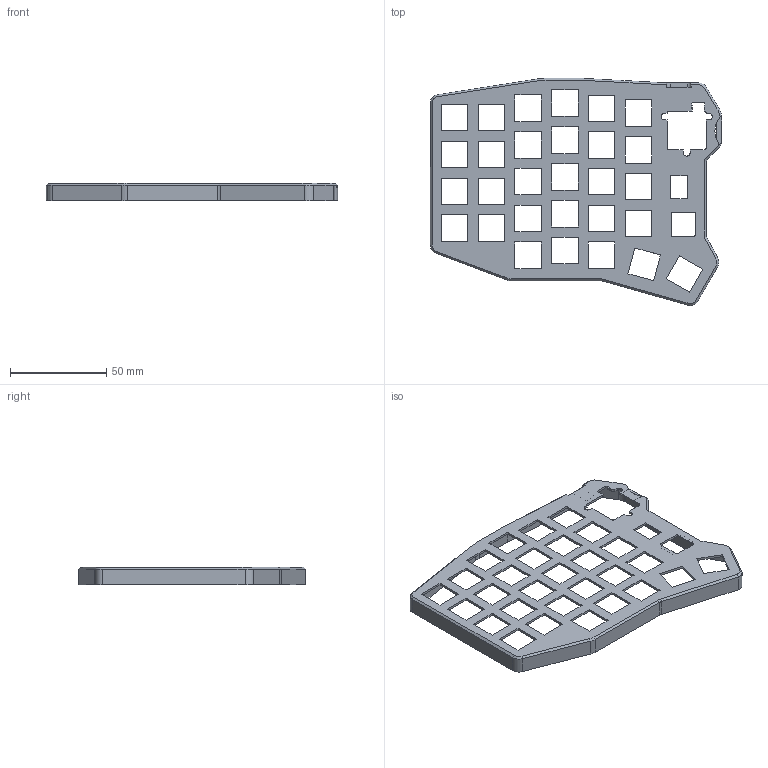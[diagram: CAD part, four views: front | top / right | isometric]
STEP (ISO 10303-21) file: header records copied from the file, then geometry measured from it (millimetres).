
FILE_DESCRIPTION (( 'STEP AP214' ), '1' );
FILE_NAME ('Plate.STEP', '2024-07-08T18:31:49', ( '' ), ( '' ), 'SwSTEP 2.0', 'SolidWorks 2023', '' );
FILE_SCHEMA (( 'AUTOMOTIVE_DESIGN' ));
Length unit declared in the file: millimetre
Products named in the file (1): Plate
Bounding box: 151 x 117.77 x 9.2 mm (x, y, z)
Volume: 20518.7 mm3; surface area: 27715 mm2
Topology: 1 solids, 1 shells, 402 faces, 1182 edges, 779 vertices
Faces by surface type: plane 353, cylinder 38, cone 11
Entity records: 13324 total; most frequent: CARTESIAN_POINT 2445, ORIENTED_EDGE 2364, DIRECTION 2051, EDGE_CURVE 1182, LINE 1065, VECTOR 1065, VERTEX_POINT 779, AXIS2_PLACEMENT_3D 493
